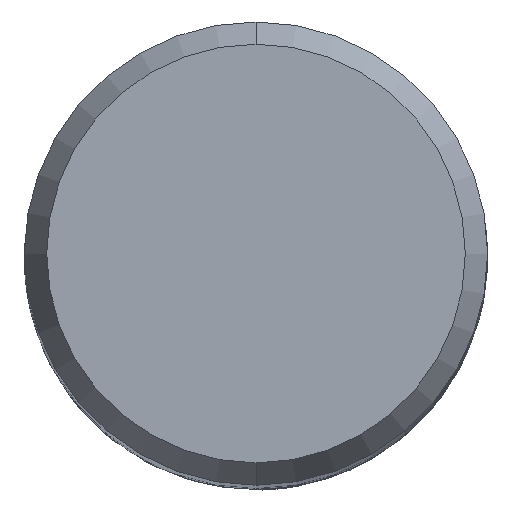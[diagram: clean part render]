
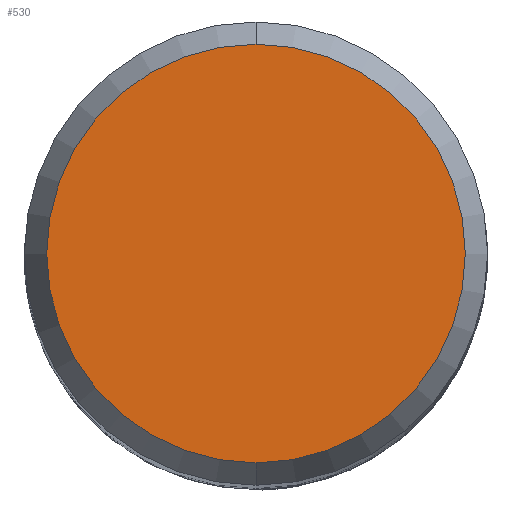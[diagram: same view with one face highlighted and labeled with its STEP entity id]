
A CAD part, top view. The second image highlights one B-rep face of the part: STEP entity #530.
In plain terms, the highlighted planar face has unit normal (0, 0, 1).
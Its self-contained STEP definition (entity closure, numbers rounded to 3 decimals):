
#530=ADVANCED_FACE('',(#1428),#1429,.T.);
#822=VERTEX_POINT('',#1740);
#874=EDGE_CURVE('',#822,#1240,#1797,.T.);
#902=EDGE_CURVE('',#1240,#822,#1828,.T.);
#1240=VERTEX_POINT('',#2203);
#1428=FACE_OUTER_BOUND('',#2509,.T.);
#1429=PLANE('',#2510);
#1740=CARTESIAN_POINT('',(0.,-5.423,0.0));
#1797=CIRCLE('',#4895,5.423);
#1828=CIRCLE('',#5194,5.423);
#2203=CARTESIAN_POINT('',(0.0,5.423,0.0));
#2509=EDGE_LOOP('',(#10040,#10041));
#2510=AXIS2_PLACEMENT_3D('',#10042,#10043,#10044);
#4895=AXIS2_PLACEMENT_3D('',#10359,#10360,#10361);
#5194=AXIS2_PLACEMENT_3D('',#10389,#10390,#10391);
#10040=ORIENTED_EDGE('',*,*,#902,.F.);
#10041=ORIENTED_EDGE('',*,*,#874,.F.);
#10042=CARTESIAN_POINT('',(0.0,2.711,0.0));
#10043=DIRECTION('',(-0.0,0.0,1.0));
#10044=DIRECTION('',(0.0,-1.0,0.0));
#10359=CARTESIAN_POINT('',(0.0,0.0,0.0));
#10360=DIRECTION('',(0.0,0.0,-1.0));
#10361=DIRECTION('',(0.0,1.0,0.0));
#10389=CARTESIAN_POINT('',(0.0,0.0,0.0));
#10390=DIRECTION('',(0.0,0.0,-1.0));
#10391=DIRECTION('',(0.0,1.0,0.0));
